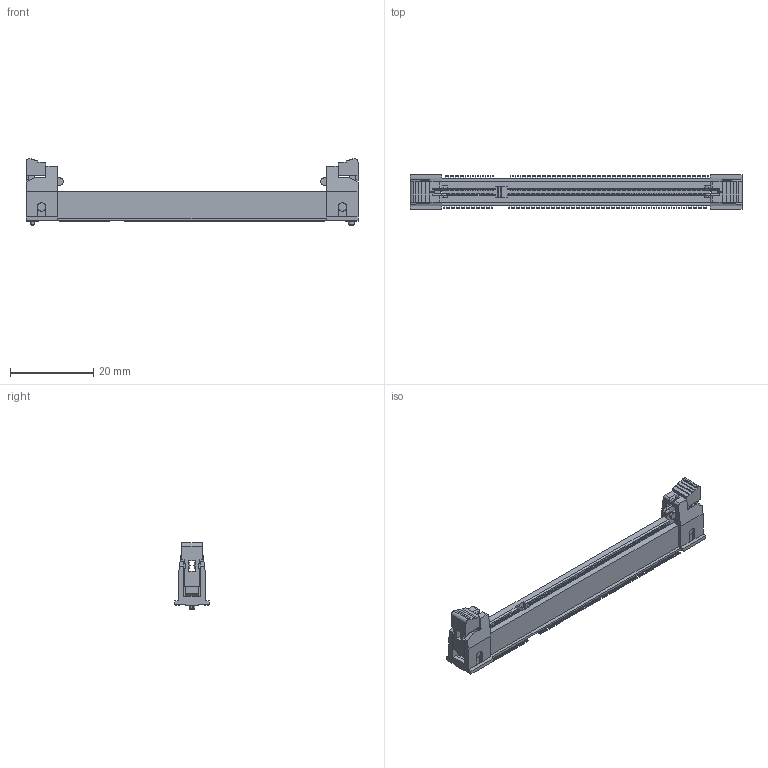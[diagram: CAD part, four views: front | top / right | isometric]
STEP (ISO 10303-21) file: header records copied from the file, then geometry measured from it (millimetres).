
FILE_DESCRIPTION(('STEP AP242'),'1');
FILE_NAME('2040910-1.stp','2020-11-24T09:44:34',('TraceParts'),('TraceParts S.A.'),'Spatial InterOp 3D',' ',' ');
FILE_SCHEMA(('AP242_MANAGED_MODEL_BASED_3D_ENGINEERING_MIM_LF {1 0 10303 442 1 1 4}'));
Length unit declared in the file: millimetre
Products named in the file (1): C-2040910-1
Bounding box: 79.8 x 8.4 x 16 mm (x, y, z)
Volume: 2831 mm3; surface area: 4503.6 mm2
Topology: 1 solids, 1 shells, 2355 faces, 6046 edges, 3876 vertices
Faces by surface type: plane 1690, cylinder 653, sphere 8, cone 4
Entity records: 70749 total; most frequent: CARTESIAN_POINT 12406, ORIENTED_EDGE 12076, DIRECTION 12060, EDGE_CURVE 6038, LINE 4696, VECTOR 4696, VERTEX_POINT 3876, AXIS2_PLACEMENT_3D 3682
